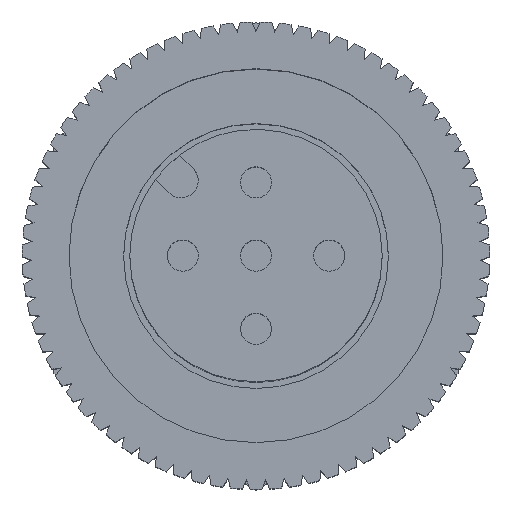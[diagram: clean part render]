
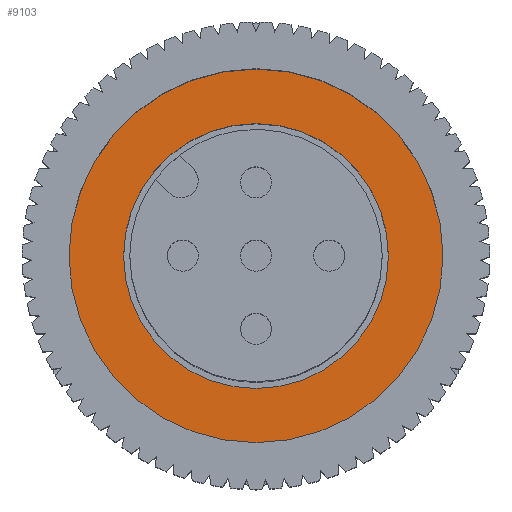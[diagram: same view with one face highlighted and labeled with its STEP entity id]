
A CAD part, top view. The second image highlights one B-rep face of the part: STEP entity #9103.
In plain terms, the highlighted planar face has unit normal (0, 0, 1).
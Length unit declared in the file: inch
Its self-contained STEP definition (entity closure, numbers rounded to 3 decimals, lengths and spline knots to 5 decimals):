
#124 = DIRECTION ( 'NONE',  ( 1., 0., 0. ) ) ;
#328 = AXIS2_PLACEMENT_3D ( 'NONE', #7622, #4615, #8416 ) ;
#615 = EDGE_CURVE ( 'NONE', #7294, #3854, #8308, .T. ) ;
#811 = DIRECTION ( 'NONE',  ( 0., 0., 1. ) ) ;
#952 = VERTEX_POINT ( 'NONE', #5848 ) ;
#1458 = CARTESIAN_POINT ( 'NONE',  ( 0., 0., 0.2126 ) ) ;
#1502 = FACE_OUTER_BOUND ( 'NONE', #4719, .T. ) ;
#1811 = DIRECTION ( 'NONE',  ( 0., 0., 1. ) ) ;
#2161 = CIRCLE ( 'NONE', #7765, 0.23622 ) ;
#2227 = ORIENTED_EDGE ( 'NONE', *, *, #4782, .T. ) ;
#2396 = PLANE ( 'NONE',  #9022 ) ;
#2830 = VERTEX_POINT ( 'NONE', #9680 ) ;
#2867 = CARTESIAN_POINT ( 'NONE',  ( -0.16732, 0., 0.2126 ) ) ;
#3024 = CIRCLE ( 'NONE', #328, 0.23622 ) ;
#3119 = AXIS2_PLACEMENT_3D ( 'NONE', #1458, #6018, #4660 ) ;
#3320 = CARTESIAN_POINT ( 'NONE',  ( 0., 0., 0.2126 ) ) ;
#3775 = EDGE_CURVE ( 'NONE', #3854, #7294, #6160, .T. ) ;
#3854 = VERTEX_POINT ( 'NONE', #4061 ) ;
#3905 = CARTESIAN_POINT ( 'NONE',  ( 0., 0., 0.2126 ) ) ;
#4061 = CARTESIAN_POINT ( 'NONE',  ( 0.16732, 0., 0.2126 ) ) ;
#4155 = AXIS2_PLACEMENT_3D ( 'NONE', #3320, #1811, #7929 ) ;
#4309 = ORIENTED_EDGE ( 'NONE', *, *, #6416, .T. ) ;
#4555 = DIRECTION ( 'NONE',  ( 0., 0., -1. ) ) ;
#4615 = DIRECTION ( 'NONE',  ( 0., 0., 1. ) ) ;
#4660 = DIRECTION ( 'NONE',  ( 1., 0., 0. ) ) ;
#4719 = EDGE_LOOP ( 'NONE', ( #2227, #4309 ) ) ;
#4782 = EDGE_CURVE ( 'NONE', #952, #2830, #2161, .T. ) ;
#5848 = CARTESIAN_POINT ( 'NONE',  ( 0.23622, 0., 0.2126 ) ) ;
#6018 = DIRECTION ( 'NONE',  ( 0., 0., 1. ) ) ;
#6160 = CIRCLE ( 'NONE', #3119, 0.16732 ) ;
#6287 = EDGE_LOOP ( 'NONE', ( #9869, #6621 ) ) ;
#6416 = EDGE_CURVE ( 'NONE', #2830, #952, #3024, .T. ) ;
#6621 = ORIENTED_EDGE ( 'NONE', *, *, #615, .F. ) ;
#7294 = VERTEX_POINT ( 'NONE', #2867 ) ;
#7622 = CARTESIAN_POINT ( 'NONE',  ( 0., 0., 0.2126 ) ) ;
#7657 = CARTESIAN_POINT ( 'NONE',  ( 0., 0.23622, 0.2126 ) ) ;
#7765 = AXIS2_PLACEMENT_3D ( 'NONE', #3905, #811, #124 ) ;
#7766 = DIRECTION ( 'NONE',  ( -1., 0., 0. ) ) ;
#7929 = DIRECTION ( 'NONE',  ( 1., 0., 0. ) ) ;
#8308 = CIRCLE ( 'NONE', #4155, 0.16732 ) ;
#8416 = DIRECTION ( 'NONE',  ( 1., 0., 0. ) ) ;
#9022 = AXIS2_PLACEMENT_3D ( 'NONE', #7657, #4555, #7766 ) ;
#9103 = ADVANCED_FACE ( 'NONE', ( #1502, #9252 ), #2396, .F. ) ;
#9252 = FACE_BOUND ( 'NONE', #6287, .T. ) ;
#9680 = CARTESIAN_POINT ( 'NONE',  ( -0.23622, 0., 0.2126 ) ) ;
#9869 = ORIENTED_EDGE ( 'NONE', *, *, #3775, .F. ) ;
